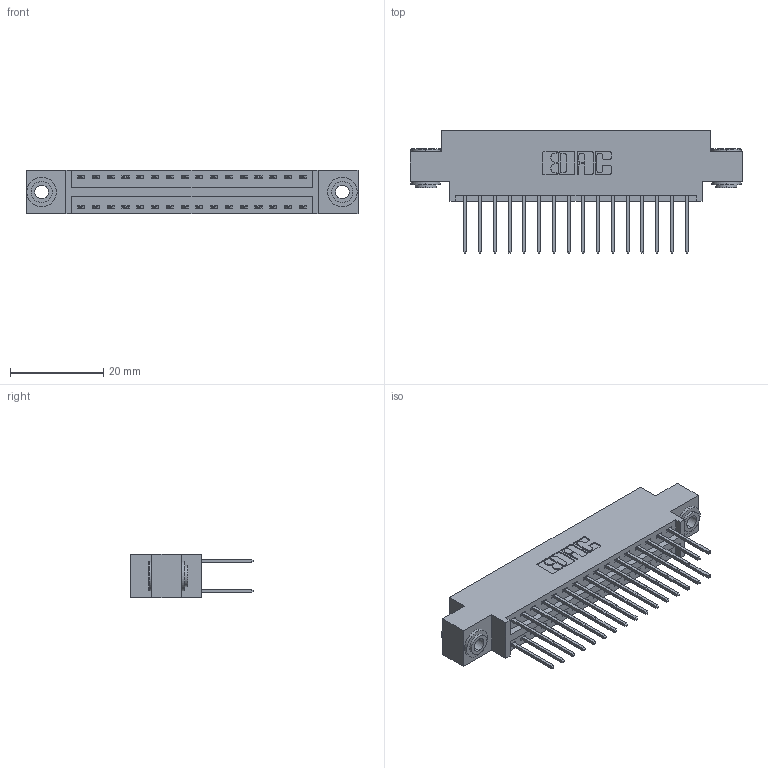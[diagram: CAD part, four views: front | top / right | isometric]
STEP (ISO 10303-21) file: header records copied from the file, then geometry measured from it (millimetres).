
FILE_DESCRIPTION (( 'STEP AP203' ), '1' );
FILE_NAME ('346-032-522-803.STEP', '2022-05-19T17:47:14', ( '' ), ( '' ), 'SwSTEP 2.0', 'SolidWorks 2020', '' );
FILE_SCHEMA (( 'CONFIG_CONTROL_DESIGN' ));
Length unit declared in the file: inch
Products named in the file (4): 346-032-522-803; 345-250-002_345-250-002-102; 345-292-001_345-293-122; 346 Part_0.170 Offset - 0.156 Dia-TH
Assembly tree (35 placements, depth 2):
  346-032-522-803
    346 Part_0.170 Offset - 0.156 Dia-TH
    345-292-001_345-293-122  x32
    345-250-002_345-250-002-102  x2
Bounding box: 71.37 x 26.42 x 9.4 mm (x, y, z)
Volume: 6686.6 mm3; surface area: 9591 mm2
Topology: 35 solids, 35 shells, 1842 faces, 5413 edges, 3562 vertices
Faces by surface type: plane 1224, cylinder 610, cone 8
Entity records: 15158 total; most frequent: CARTESIAN_POINT 2517, ORIENTED_EDGE 2442, DIRECTION 2299, EDGE_CURVE 1221, LINE 1001, VECTOR 1001, VERTEX_POINT 810, AXIS2_PLACEMENT_3D 649
